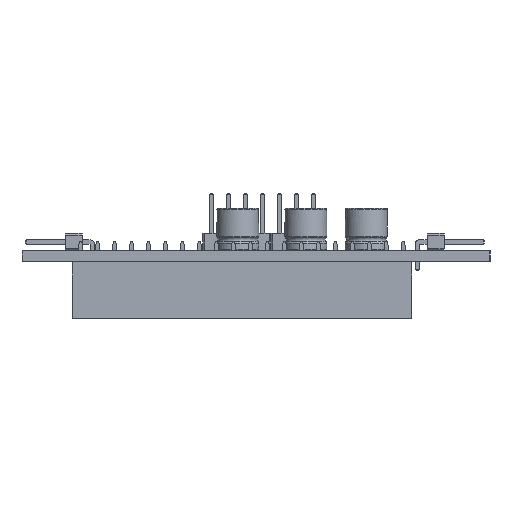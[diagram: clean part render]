
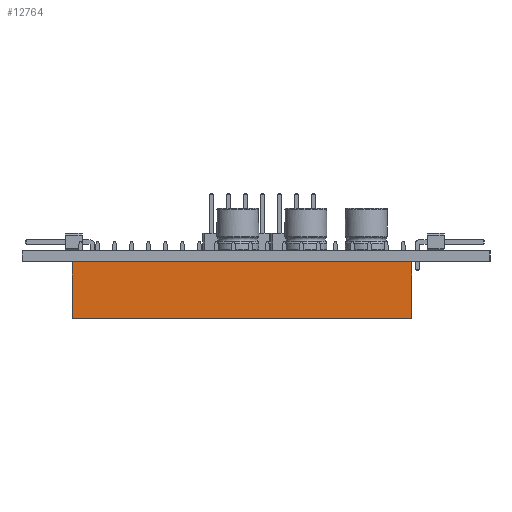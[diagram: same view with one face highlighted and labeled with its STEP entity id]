
A CAD part, left-side view. The second image highlights one B-rep face of the part: STEP entity #12764.
In plain terms, the highlighted planar face has unit normal (-1, 0, 0).
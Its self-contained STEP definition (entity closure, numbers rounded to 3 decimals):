
#8541 = VERTEX_POINT('',#8542);
#8542 = CARTESIAN_POINT('',(-3.81,-49.53,0.));
#8550 = EDGE_CURVE('',#8541,#8551,#8553,.T.);
#8551 = VERTEX_POINT('',#8552);
#8552 = CARTESIAN_POINT('',(-3.81,-49.53,8.5));
#8553 = LINE('',#8554,#8555);
#8554 = CARTESIAN_POINT('',(-3.81,-49.53,0.));
#8555 = VECTOR('',#8556,1.);
#8556 = DIRECTION('',(0.,0.,1.));
#8613 = VERTEX_POINT('',#8614);
#8614 = CARTESIAN_POINT('',(-3.81,1.27,8.5));
#8620 = EDGE_CURVE('',#8621,#8613,#8623,.T.);
#8621 = VERTEX_POINT('',#8622);
#8622 = CARTESIAN_POINT('',(-3.81,1.27,0.));
#8623 = LINE('',#8624,#8625);
#8624 = CARTESIAN_POINT('',(-3.81,1.27,0.));
#8625 = VECTOR('',#8626,1.);
#8626 = DIRECTION('',(0.,0.,1.));
#8685 = EDGE_CURVE('',#8613,#8551,#8686,.T.);
#8686 = LINE('',#8687,#8688);
#8687 = CARTESIAN_POINT('',(-3.81,1.27,8.5));
#8688 = VECTOR('',#8689,1.);
#8689 = DIRECTION('',(0.,-1.,0.));
#10068 = EDGE_CURVE('',#8621,#8541,#10069,.T.);
#10069 = LINE('',#10070,#10071);
#10070 = CARTESIAN_POINT('',(-3.81,1.27,0.));
#10071 = VECTOR('',#10072,1.);
#10072 = DIRECTION('',(0.,-1.,0.));
#12764 = ADVANCED_FACE('',(#12765),#12771,.F.);
#12765 = FACE_BOUND('',#12766,.F.);
#12766 = EDGE_LOOP('',(#12767,#12768,#12769,#12770));
#12767 = ORIENTED_EDGE('',*,*,#8620,.T.);
#12768 = ORIENTED_EDGE('',*,*,#8685,.T.);
#12769 = ORIENTED_EDGE('',*,*,#8550,.F.);
#12770 = ORIENTED_EDGE('',*,*,#10068,.F.);
#12771 = PLANE('',#12772);
#12772 = AXIS2_PLACEMENT_3D('',#12773,#12774,#12775);
#12773 = CARTESIAN_POINT('',(-3.81,1.27,0.));
#12774 = DIRECTION('',(1.,0.,0.));
#12775 = DIRECTION('',(0.,-1.,0.));
